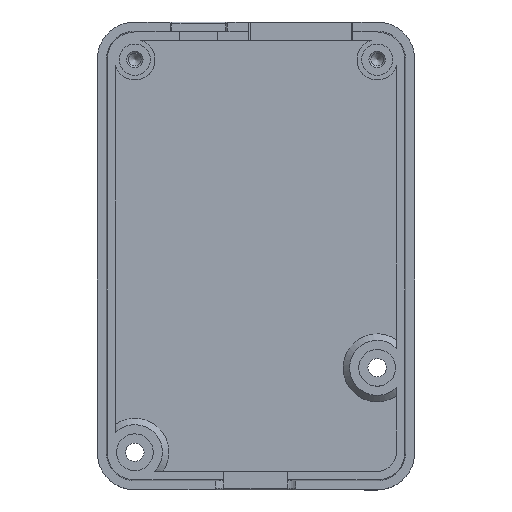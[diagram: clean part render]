
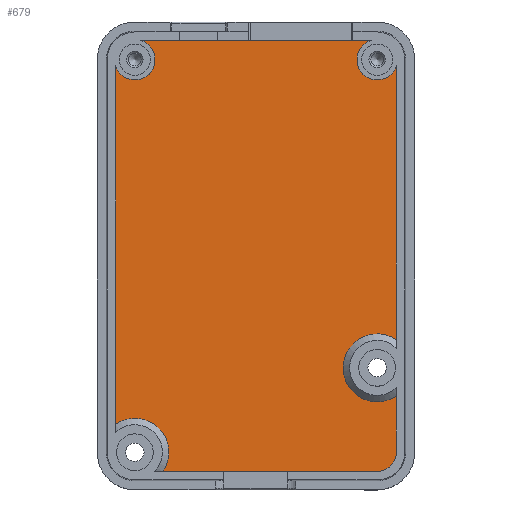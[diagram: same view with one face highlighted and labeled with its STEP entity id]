
A CAD part, top view. The second image highlights one B-rep face of the part: STEP entity #679.
In plain terms, the highlighted planar face has unit normal (0, 0, 1).
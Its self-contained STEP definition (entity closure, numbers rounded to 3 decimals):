
#406=PLANE('',#5614);
#679=ADVANCED_FACE('',(#1004),#406,.F.);
#1004=FACE_OUTER_BOUND('',#1302,.T.);
#1302=EDGE_LOOP('',(#3001,#3002,#3003,#3004,#3005,#3006,#3007,#3008,#3009,
#3010));
#1707=LINE('',#7892,#2173);
#1726=LINE('',#7951,#2192);
#1728=LINE('',#7960,#2194);
#1734=LINE('',#7985,#2200);
#1737=LINE('',#7996,#2203);
#2173=VECTOR('',#6083,1.);
#2192=VECTOR('',#6130,1.);
#2194=VECTOR('',#6134,1.);
#2200=VECTOR('',#6154,1.);
#2203=VECTOR('',#6159,1.);
#3001=ORIENTED_EDGE('',*,*,#4917,.T.);
#3002=ORIENTED_EDGE('',*,*,#4640,.F.);
#3003=ORIENTED_EDGE('',*,*,#4932,.T.);
#3004=ORIENTED_EDGE('',*,*,#4974,.T.);
#3005=ORIENTED_EDGE('',*,*,#4884,.F.);
#3006=ORIENTED_EDGE('',*,*,#4973,.F.);
#3007=ORIENTED_EDGE('',*,*,#4928,.F.);
#3008=ORIENTED_EDGE('',*,*,#4975,.T.);
#3009=ORIENTED_EDGE('',*,*,#4914,.F.);
#3010=ORIENTED_EDGE('',*,*,#4635,.T.);
#4116=VERTEX_POINT('',#7087);
#4117=VERTEX_POINT('',#7089);
#4118=VERTEX_POINT('',#7093);
#4121=VERTEX_POINT('',#7098);
#4353=VERTEX_POINT('',#7891);
#4354=VERTEX_POINT('',#7893);
#4376=VERTEX_POINT('',#7952);
#4385=VERTEX_POINT('',#7984);
#4386=VERTEX_POINT('',#7986);
#4388=VERTEX_POINT('',#7995);
#4635=EDGE_CURVE('',#4117,#4116,#5401,.T.);
#4640=EDGE_CURVE('',#4121,#4118,#5403,.T.);
#4884=EDGE_CURVE('',#4353,#4354,#1707,.T.);
#4914=EDGE_CURVE('',#4117,#4376,#1726,.T.);
#4917=EDGE_CURVE('',#4116,#4118,#1728,.T.);
#4928=EDGE_CURVE('',#4385,#4386,#1734,.T.);
#4932=EDGE_CURVE('',#4121,#4388,#1737,.T.);
#4973=EDGE_CURVE('',#4386,#4353,#5461,.T.);
#4974=EDGE_CURVE('',#4388,#4354,#5462,.T.);
#4975=EDGE_CURVE('',#4385,#4376,#5463,.T.);
#5401=CIRCLE('',#5509,2.2);
#5403=CIRCLE('',#5512,2.2);
#5461=CIRCLE('',#5610,2.1);
#5462=CIRCLE('',#5612,3.7);
#5463=CIRCLE('',#5613,3.7);
#5509=AXIS2_PLACEMENT_3D('',#7088,#5874,#5875);
#5512=AXIS2_PLACEMENT_3D('',#7099,#5883,#5884);
#5610=AXIS2_PLACEMENT_3D('',#8091,#6254,#6255);
#5612=AXIS2_PLACEMENT_3D('',#8093,#6258,#6259);
#5613=AXIS2_PLACEMENT_3D('',#8094,#6260,#6261);
#5614=AXIS2_PLACEMENT_3D('',#8095,#6262,#6263);
#5874=DIRECTION('',(0.,0.,-1.));
#5875=DIRECTION('',(-1.,0.,0.));
#5883=DIRECTION('',(0.,0.,1.));
#5884=DIRECTION('',(-1.,0.,0.));
#6083=DIRECTION('',(-1.,0.,0.));
#6130=DIRECTION('',(0.,-1.,0.));
#6134=DIRECTION('',(-1.,0.,0.));
#6154=DIRECTION('',(0.,-1.,0.));
#6159=DIRECTION('',(0.,-1.,0.));
#6254=DIRECTION('',(0.,0.,-1.));
#6255=DIRECTION('',(-1.,0.,0.));
#6258=DIRECTION('',(0.,0.,-1.));
#6259=DIRECTION('',(-1.,0.,0.));
#6260=DIRECTION('',(0.,0.,-1.));
#6261=DIRECTION('',(-1.,0.,0.));
#6262=DIRECTION('',(0.,0.,-1.));
#6263=DIRECTION('',(-1.,0.,0.));
#7087=CARTESIAN_POINT('',(27.687,46.845,-5.9));
#7088=CARTESIAN_POINT('',(28.342,44.745,-5.9));
#7089=CARTESIAN_POINT('',(30.442,44.089,-5.9));
#7093=CARTESIAN_POINT('',(2.613,46.845,-5.9));
#7098=CARTESIAN_POINT('',(-0.142,44.089,-5.9));
#7099=CARTESIAN_POINT('',(1.958,44.745,-5.9));
#7891=CARTESIAN_POINT('',(28.342,-0.1,-5.9));
#7892=CARTESIAN_POINT('',(28.342,-0.1,-5.9));
#7893=CARTESIAN_POINT('',(5.004,-0.1,-5.9));
#7951=CARTESIAN_POINT('',(30.442,44.745,-5.9));
#7952=CARTESIAN_POINT('',(30.442,14.239,-5.9));
#7960=CARTESIAN_POINT('',(28.342,46.845,-5.9));
#7984=CARTESIAN_POINT('',(30.442,8.146,-5.9));
#7985=CARTESIAN_POINT('',(30.442,44.745,-5.9));
#7986=CARTESIAN_POINT('',(30.442,2.,-5.9));
#7995=CARTESIAN_POINT('',(-0.142,5.047,-5.9));
#7996=CARTESIAN_POINT('',(-0.142,2.,-5.9));
#8091=CARTESIAN_POINT('',(28.342,2.,-5.9));
#8093=CARTESIAN_POINT('',(1.958,2.,-5.9));
#8094=CARTESIAN_POINT('',(28.342,11.193,-5.9));
#8095=CARTESIAN_POINT('',(28.342,2.,-5.9));
